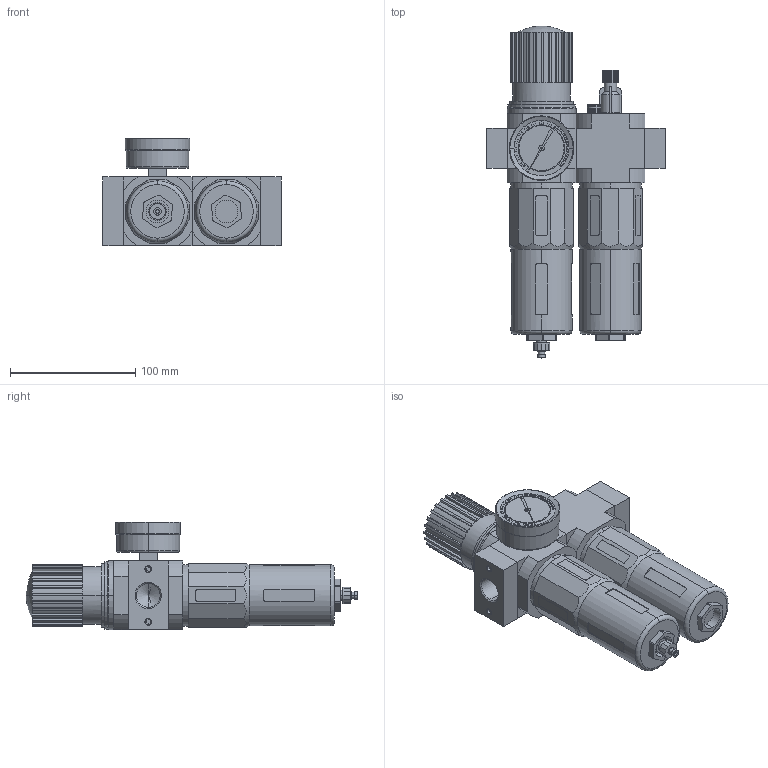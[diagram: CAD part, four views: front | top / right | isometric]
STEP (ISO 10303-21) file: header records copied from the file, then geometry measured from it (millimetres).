
FILE_DESCRIPTION (( 'STEP AP214' ), '1' );
FILE_NAME ('40-15.STEP', '2025-11-25T11:43:22', ( 'KTP' ), ( '' ), 'SwSTEP 2.0', 'SolidWorks 2021', '' );
FILE_SCHEMA (( 'AUTOMOTIVE_DESIGN' ));
Length unit declared in the file: millimetre
Products named in the file (3): SA-CN40-15-manometr; SA-CN40-15; 40-15
Assembly tree (2 placements, depth 2):
  40-15
    SA-CN40-15
    SA-CN40-15-manometr
Bounding box: 142 x 264.8 x 86 mm (x, y, z)
Volume: 1000361.6 mm3; surface area: 117574.7 mm2
Topology: 6 solids, 6 shells, 1088 faces, 2840 edges, 1850 vertices
Faces by surface type: plane 591, cylinder 431, cone 44, torus 20, sphere 2
Entity records: 34540 total; most frequent: CARTESIAN_POINT 6761, DIRECTION 5908, ORIENTED_EDGE 5652, EDGE_CURVE 2826, AXIS2_PLACEMENT_3D 2099, VERTEX_POINT 1850, LINE 1710, VECTOR 1710
